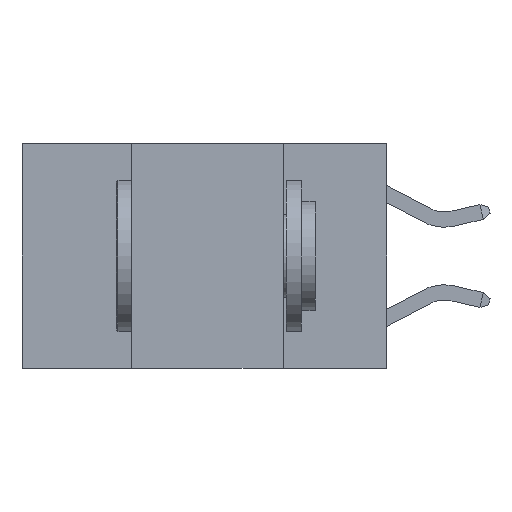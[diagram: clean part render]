
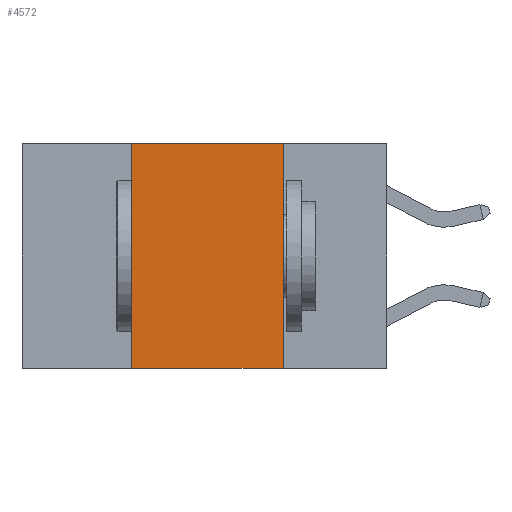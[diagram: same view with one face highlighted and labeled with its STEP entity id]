
A CAD part, left-side view. The second image highlights one B-rep face of the part: STEP entity #4572.
In plain terms, the highlighted planar face has unit normal (-1, 0, 0).
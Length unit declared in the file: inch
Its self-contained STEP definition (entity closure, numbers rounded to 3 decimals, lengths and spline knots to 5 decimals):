
#522 = DIRECTION ( 'NONE',  ( 0., -1., 0. ) ) ;
#543 = DIRECTION ( 'NONE',  ( 0., -1., 0. ) ) ;
#570 = AXIS2_PLACEMENT_3D ( 'NONE', #4258, #12766, #5053 ) ;
#696 = LINE ( 'NONE', #13294, #5451 ) ;
#1697 = CARTESIAN_POINT ( 'NONE',  ( 0., 0.17, 0. ) ) ;
#2170 = VECTOR ( 'NONE', #522, 39.37008 ) ;
#2629 = ORIENTED_EDGE ( 'NONE', *, *, #8218, .F. ) ;
#3926 = LINE ( 'NONE', #1697, #7816 ) ;
#3964 = CARTESIAN_POINT ( 'NONE',  ( 0., 0.42, -0.37 ) ) ;
#4166 = ORIENTED_EDGE ( 'NONE', *, *, #6298, .T. ) ;
#4242 = VERTEX_POINT ( 'NONE', #8674 ) ;
#4258 = CARTESIAN_POINT ( 'NONE',  ( 0., 0.6, 0. ) ) ;
#4572 = ADVANCED_FACE ( 'NONE', ( #9587 ), #7453, .F. ) ;
#5053 = DIRECTION ( 'NONE',  ( 0., 0., -1. ) ) ;
#5141 = DIRECTION ( 'NONE',  ( 0., 0., -1. ) ) ;
#5451 = VECTOR ( 'NONE', #543, 39.37008 ) ;
#5548 = ORIENTED_EDGE ( 'NONE', *, *, #12058, .F. ) ;
#5918 = LINE ( 'NONE', #9000, #2170 ) ;
#5945 = EDGE_CURVE ( 'NONE', #6114, #4242, #3926, .T. ) ;
#6114 = VERTEX_POINT ( 'NONE', #7111 ) ;
#6298 = EDGE_CURVE ( 'NONE', #7369, #4242, #5918, .T. ) ;
#6666 = ORIENTED_EDGE ( 'NONE', *, *, #5945, .F. ) ;
#7111 = CARTESIAN_POINT ( 'NONE',  ( 0., 0.17, 0. ) ) ;
#7369 = VERTEX_POINT ( 'NONE', #3964 ) ;
#7445 = CARTESIAN_POINT ( 'NONE',  ( 0., 0.42, 0. ) ) ;
#7453 = PLANE ( 'NONE',  #570 ) ;
#7816 = VECTOR ( 'NONE', #5141, 39.37008 ) ;
#8218 = EDGE_CURVE ( 'NONE', #12892, #6114, #696, .T. ) ;
#8225 = EDGE_LOOP ( 'NONE', ( #6666, #2629, #5548, #4166 ) ) ;
#8674 = CARTESIAN_POINT ( 'NONE',  ( 0., 0.17, -0.37 ) ) ;
#8931 = VECTOR ( 'NONE', #11471, 39.37008 ) ;
#9000 = CARTESIAN_POINT ( 'NONE',  ( 0., 0.6, -0.37 ) ) ;
#9587 = FACE_OUTER_BOUND ( 'NONE', #8225, .T. ) ;
#9650 = LINE ( 'NONE', #7445, #8931 ) ;
#11283 = CARTESIAN_POINT ( 'NONE',  ( 0., 0.42, 0. ) ) ;
#11471 = DIRECTION ( 'NONE',  ( 0., 0., 1. ) ) ;
#12058 = EDGE_CURVE ( 'NONE', #7369, #12892, #9650, .T. ) ;
#12766 = DIRECTION ( 'NONE',  ( 1., 0., 0. ) ) ;
#12892 = VERTEX_POINT ( 'NONE', #11283 ) ;
#13294 = CARTESIAN_POINT ( 'NONE',  ( 0., 0.6, 0. ) ) ;
